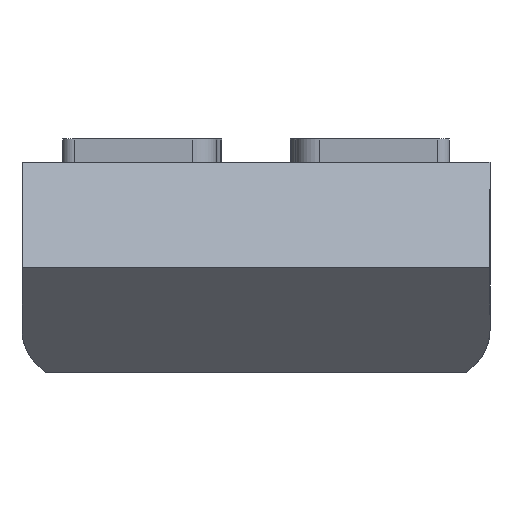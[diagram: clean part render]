
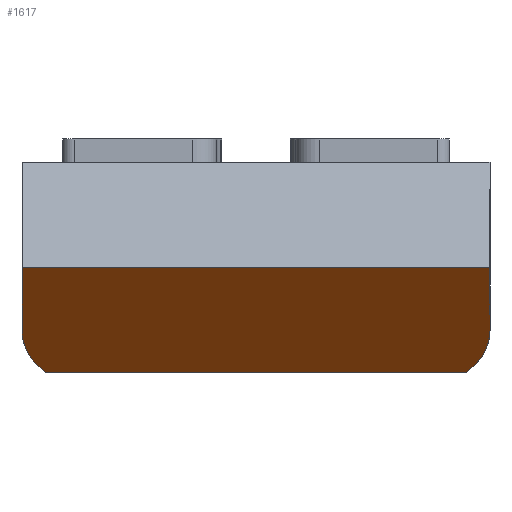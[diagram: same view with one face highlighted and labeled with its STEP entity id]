
A CAD part, left-side view. The second image highlights one B-rep face of the part: STEP entity #1617.
In plain terms, the highlighted planar face has unit normal (-0.707, 0, -0.707).
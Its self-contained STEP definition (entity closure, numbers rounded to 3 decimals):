
#18=ELLIPSE('',#1746,2.828,2.);
#20=ELLIPSE('',#1787,2.828,2.);
#198=FACE_OUTER_BOUND('',#287,.T.);
#287=EDGE_LOOP('',(#1459,#1460,#1461,#1462,#1463,#1464,#1465,#1466));
#291=LINE('',#2275,#456);
#371=LINE('',#2517,#536);
#409=LINE('',#2634,#574);
#450=LINE('',#2729,#615);
#452=LINE('',#2733,#617);
#453=LINE('',#2737,#618);
#456=VECTOR('',#1795,10.);
#536=VECTOR('',#2027,10.);
#574=VECTOR('',#2151,10.);
#615=VECTOR('',#2254,10.);
#617=VECTOR('',#2258,10.);
#618=VECTOR('',#2263,10.);
#621=VERTEX_POINT('',#2272);
#622=VERTEX_POINT('',#2274);
#706=VERTEX_POINT('',#2511);
#708=VERTEX_POINT('',#2515);
#741=VERTEX_POINT('',#2612);
#767=VERTEX_POINT('',#2727);
#768=VERTEX_POINT('',#2731);
#769=VERTEX_POINT('',#2735);
#771=EDGE_CURVE('',#621,#622,#291,.T.);
#892=EDGE_CURVE('',#708,#706,#371,.T.);
#941=EDGE_CURVE('',#706,#741,#18,.T.);
#951=EDGE_CURVE('',#741,#621,#409,.T.);
#999=EDGE_CURVE('',#708,#767,#450,.T.);
#1001=EDGE_CURVE('',#768,#767,#452,.T.);
#1002=EDGE_CURVE('',#769,#768,#20,.T.);
#1003=EDGE_CURVE('',#622,#769,#453,.T.);
#1459=ORIENTED_EDGE('',*,*,#1002,.F.);
#1460=ORIENTED_EDGE('',*,*,#1003,.F.);
#1461=ORIENTED_EDGE('',*,*,#771,.F.);
#1462=ORIENTED_EDGE('',*,*,#951,.F.);
#1463=ORIENTED_EDGE('',*,*,#941,.F.);
#1464=ORIENTED_EDGE('',*,*,#892,.F.);
#1465=ORIENTED_EDGE('',*,*,#999,.T.);
#1466=ORIENTED_EDGE('',*,*,#1001,.F.);
#1532=PLANE('',#1786);
#1617=ADVANCED_FACE('',(#198),#1532,.T.);
#1746=AXIS2_PLACEMENT_3D('',#2616,#2127,#2128);
#1786=AXIS2_PLACEMENT_3D('',#2734,#2259,#2260);
#1787=AXIS2_PLACEMENT_3D('',#2736,#2261,#2262);
#1795=DIRECTION('',(0.,1.,0.));
#2027=DIRECTION('',(0.707,0.,-0.707));
#2127=DIRECTION('center_axis',(0.707,0.,0.707));
#2128=DIRECTION('ref_axis',(0.707,0.,-0.707));
#2151=DIRECTION('',(0.577,0.577,-0.577));
#2254=DIRECTION('',(0.,1.,0.));
#2258=DIRECTION('',(-0.707,0.,0.707));
#2259=DIRECTION('center_axis',(-0.707,0.,-0.707));
#2260=DIRECTION('ref_axis',(-0.707,0.,0.707));
#2261=DIRECTION('center_axis',(0.707,0.,0.707));
#2262=DIRECTION('ref_axis',(0.707,0.,-0.707));
#2263=DIRECTION('',(-0.577,0.577,0.577));
#2272=CARTESIAN_POINT('',(-10.5,1.,0.));
#2274=CARTESIAN_POINT('',(-10.5,19.,0.));
#2275=CARTESIAN_POINT('',(-10.5,0.,0.));
#2511=CARTESIAN_POINT('',(-12.328,0.,1.828));
#2515=CARTESIAN_POINT('',(-15.,0.,4.5));
#2517=CARTESIAN_POINT('',(-15.,0.,4.5));
#2612=CARTESIAN_POINT('',(-10.914,0.586,0.414));
#2616=CARTESIAN_POINT('Origin',(-12.328,2.,1.828));
#2634=CARTESIAN_POINT('',(-9.146,2.354,-1.354));
#2727=CARTESIAN_POINT('',(-15.,20.,4.5));
#2729=CARTESIAN_POINT('',(-15.,0.,4.5));
#2731=CARTESIAN_POINT('',(-12.328,20.,1.828));
#2733=CARTESIAN_POINT('',(-15.,20.,4.5));
#2734=CARTESIAN_POINT('Origin',(-10.5,0.,0.));
#2735=CARTESIAN_POINT('',(-10.914,19.414,0.414));
#2736=CARTESIAN_POINT('Origin',(-12.328,18.,1.828));
#2737=CARTESIAN_POINT('',(-5.813,14.313,-4.688));
